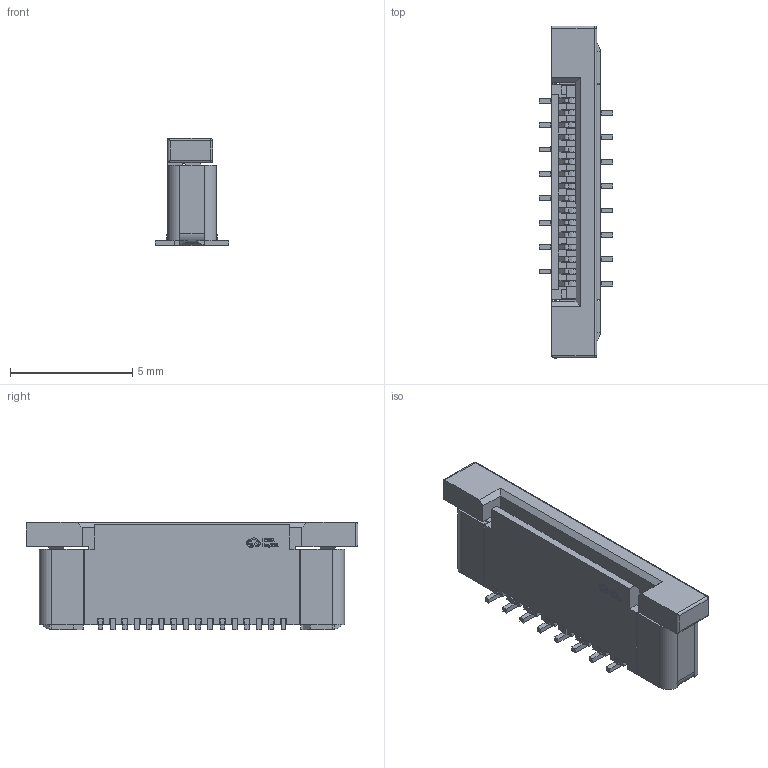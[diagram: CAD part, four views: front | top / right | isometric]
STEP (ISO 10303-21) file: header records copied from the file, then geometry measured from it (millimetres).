
FILE_DESCRIPTION (( 'STEP AP214' ), '1' );
FILE_NAME ('FPC-SMD_16P-L13.6-W2.0-H4.4-P0.50.step', '2022-07-06T08:25:47', ( '' ), ( '' ), 'SwSTEP 2.0', 'SolidWorks 2020', '' );
FILE_SCHEMA (( 'AUTOMOTIVE_DESIGN' ));
Length unit declared in the file: millimetre
Products named in the file (1): FPC-SMD_16P-L13.6-W2.0-H4.4-P0.50
Bounding box: 3 x 13.6 x 4.39 mm (x, y, z)
Volume: 74.3 mm3; surface area: 563 mm2
Topology: 3 solids, 3 shells, 936 faces, 2700 edges, 1756 vertices
Faces by surface type: plane 727, cylinder 108, bspline 98, sphere 3
Entity records: 41107 total; most frequent: CARTESIAN_POINT 6729, ORIENTED_EDGE 5394, DIRECTION 4370, EDGE_CURVE 2697, VECTOR 2280, LINE 2280, VERTEX_POINT 1756, AXIS2_PLACEMENT_3D 1045
